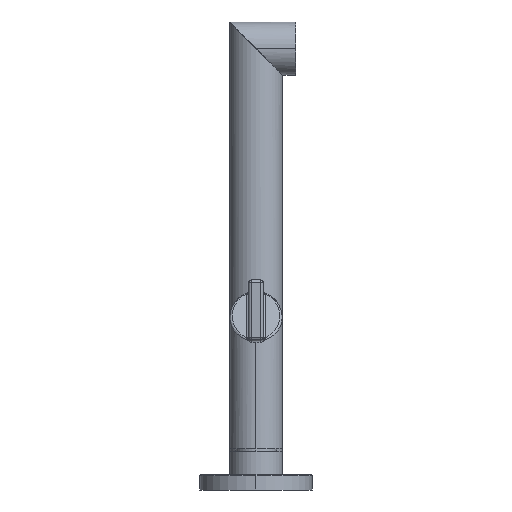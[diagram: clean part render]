
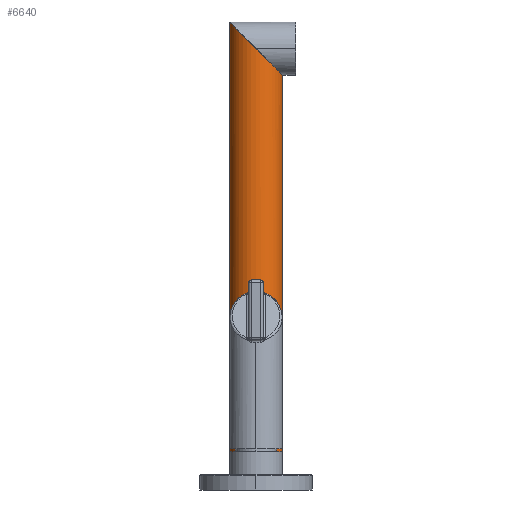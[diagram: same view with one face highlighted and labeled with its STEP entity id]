
A CAD part, left-side view. The second image highlights one B-rep face of the part: STEP entity #6640.
In plain terms, the highlighted cylindrical face has radius 11.113 mm (diameter 22.225 mm), a partial arc.
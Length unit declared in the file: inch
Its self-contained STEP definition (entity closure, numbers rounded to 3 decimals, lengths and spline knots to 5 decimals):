
#6209=CARTESIAN_POINT('',(0.,0.,6.24865));
#6210=DIRECTION('',(0.,0.,1.));
#6211=DIRECTION('',(0.,1.,0.));
#6212=AXIS2_PLACEMENT_3D('',#6209,#6210,#6211);
#6217=DIRECTION('',(0.,0.,1.));
#6218=VECTOR('',#6217,7.4375);
#6219=CARTESIAN_POINT('',(0.,0.4375,6.24865));
#6220=LINE('',#6219,#6218);
#6224=CARTESIAN_POINT('',(0.,0.4375,
13.68615));
#6225=CARTESIAN_POINT('',(-0.01024,0.4375,
13.68615));
#6226=CARTESIAN_POINT('',(-0.03074,0.43678,
13.68544));
#6227=CARTESIAN_POINT('',(-0.06156,0.43352,
13.68217));
#6228=CARTESIAN_POINT('',(-0.0923,0.42804,
13.67669));
#6229=CARTESIAN_POINT('',(-0.12324,0.42019,
13.66885));
#6230=CARTESIAN_POINT('',(-0.15404,0.40993,
13.65858));
#6231=CARTESIAN_POINT('',(-0.18491,0.39699,
13.64564));
#6232=CARTESIAN_POINT('',(-0.21551,0.38127,
13.62993));
#6233=CARTESIAN_POINT('',(-0.24579,0.36253,
13.61119));
#6234=CARTESIAN_POINT('',(-0.27546,0.34058,
13.58924));
#6235=CARTESIAN_POINT('',(-0.30414,0.31529,
13.56395));
#6236=CARTESIAN_POINT('',(-0.3315,0.28645,
13.53511));
#6237=CARTESIAN_POINT('',(-0.35693,0.25415,
13.5028));
#6238=CARTESIAN_POINT('',(-0.37998,0.21828,
13.46693));
#6239=CARTESIAN_POINT('',(-0.39992,0.17925,
13.42791));
#6240=CARTESIAN_POINT('',(-0.41626,0.13721,
13.38586));
#6241=CARTESIAN_POINT('',(-0.42835,0.09293,
13.34159));
#6242=CARTESIAN_POINT('',(-0.43582,0.04687,
13.29552));
#6243=CARTESIAN_POINT('',(-0.43834,0.,
13.24865));
#6244=CARTESIAN_POINT('',(-0.43582,-0.04687,
13.20178));
#6245=CARTESIAN_POINT('',(-0.42835,-0.09294,
13.15571));
#6246=CARTESIAN_POINT('',(-0.41626,-0.13722,
13.11144));
#6247=CARTESIAN_POINT('',(-0.39991,-0.17926,
13.06939));
#6248=CARTESIAN_POINT('',(-0.37998,-0.21828,
13.03037));
#6249=CARTESIAN_POINT('',(-0.35693,-0.25415,
12.9945));
#6250=CARTESIAN_POINT('',(-0.3315,-0.28646,
12.9622));
#6251=CARTESIAN_POINT('',(-0.30414,-0.31529,
12.93336));
#6252=CARTESIAN_POINT('',(-0.27546,-0.34058,
12.90807));
#6253=CARTESIAN_POINT('',(-0.24579,-0.36253,
12.88612));
#6254=CARTESIAN_POINT('',(-0.21551,-0.38127,
12.86738));
#6255=CARTESIAN_POINT('',(-0.18491,-0.39699,
12.85167));
#6256=CARTESIAN_POINT('',(-0.15404,-0.40993,
12.83873));
#6257=CARTESIAN_POINT('',(-0.12324,-0.42019,
12.82846));
#6258=CARTESIAN_POINT('',(-0.0923,-0.42804,
12.82061));
#6259=CARTESIAN_POINT('',(-0.06155,-0.43352,
12.81513));
#6260=CARTESIAN_POINT('',(-0.03074,-0.43678,
12.81187));
#6261=CARTESIAN_POINT('',(-0.01024,-0.4375,
12.81115));
#6262=CARTESIAN_POINT('',(0.,-0.4375,
12.81115));
#6353=DIRECTION('',(0.,0.,1.));
#6354=VECTOR('',#6353,6.5625);
#6355=CARTESIAN_POINT('',(0.,-0.4375,6.24865));
#6356=LINE('',#6355,#6354);
#6360=CARTESIAN_POINT('',(0.,-0.4375,
12.81115));
#6398=CARTESIAN_POINT('',(0.,0.4375,
13.68615));
#6597=VERTEX_POINT('',#6360);
#6598=VERTEX_POINT('',#6398);
#6621=CARTESIAN_POINT('',(0.,-0.4375,6.24865));
#6622=CARTESIAN_POINT('',(0.,0.4375,6.24865));
#6623=VERTEX_POINT('',#6621);
#6624=VERTEX_POINT('',#6622);
#6625=CARTESIAN_POINT('',(0.,0.,6.10365));
#6626=DIRECTION('',(0.,0.,1.));
#6627=DIRECTION('',(0.,-1.,0.));
#6628=AXIS2_PLACEMENT_3D('',#6625,#6626,#6627);
#6629=CYLINDRICAL_SURFACE('',#6628,0.4375);
#6631=ORIENTED_EDGE('',*,*,#6630,.F.);
#6633=ORIENTED_EDGE('',*,*,#6632,.T.);
#6635=ORIENTED_EDGE('',*,*,#6634,.T.);
#6637=ORIENTED_EDGE('',*,*,#6636,.F.);
#6638=EDGE_LOOP('',(#6631,#6633,#6635,#6637));
#6639=FACE_OUTER_BOUND('',#6638,.F.);
#6213=CIRCLE('',#6212,0.4375);
#6263=B_SPLINE_CURVE_WITH_KNOTS('',3,(#6224,#6225,#6226,#6227,#6228,#6229,#6230,
#6231,#6232,#6233,#6234,#6235,#6236,#6237,#6238,#6239,#6240,#6241,#6242,#6243,
#6244,#6245,#6246,#6247,#6248,#6249,#6250,#6251,#6252,#6253,#6254,#6255,#6256,
#6257,#6258,#6259,#6260,#6261,#6262),.UNSPECIFIED.,.F.,.F.,(4,1,1,1,1,1,1,1,1,1,
1,1,1,1,1,1,1,1,1,1,1,1,1,1,1,1,1,1,1,1,1,1,1,1,1,1,4),(0.,0.02778,
0.05556,0.08333,0.11111,0.13889,
0.16667,0.19444,0.22222,0.25,0.27778,
0.30556,0.33333,0.36111,0.38889,
0.41667,0.44444,0.47222,0.5,0.52778,
0.55556,0.58333,0.61111,0.63889,
0.66667,0.69444,0.72222,0.75,0.77778,
0.80556,0.83333,0.86111,0.88889,
0.91667,0.94444,0.97222,1.),.UNSPECIFIED.);
#6630=EDGE_CURVE('',#6624,#6623,#6213,.T.);
#6632=EDGE_CURVE('',#6624,#6598,#6220,.T.);
#6634=EDGE_CURVE('',#6598,#6597,#6263,.T.);
#6636=EDGE_CURVE('',#6623,#6597,#6356,.T.);
#6640=ADVANCED_FACE('',(#6639),#6629,.T.);
